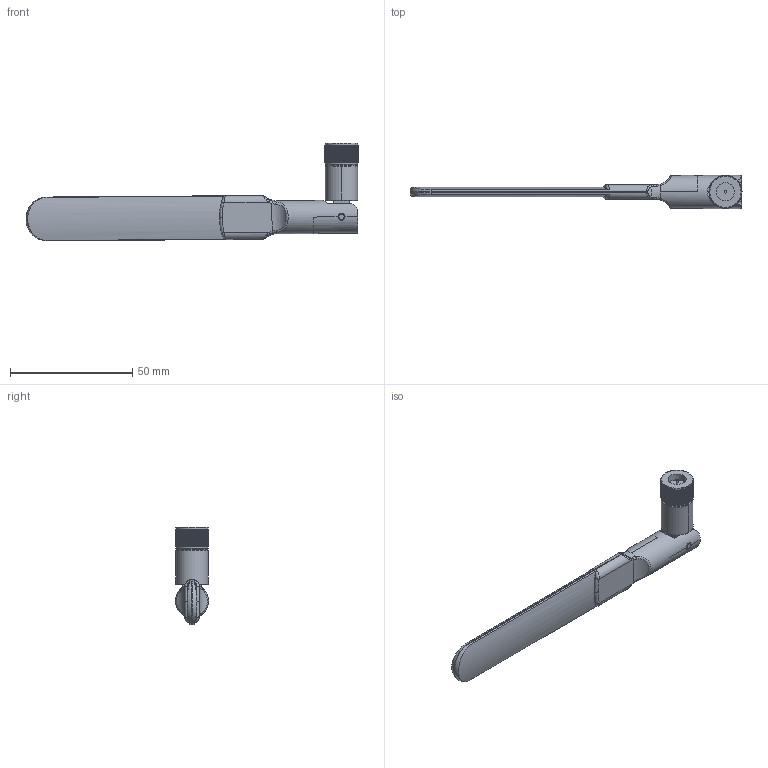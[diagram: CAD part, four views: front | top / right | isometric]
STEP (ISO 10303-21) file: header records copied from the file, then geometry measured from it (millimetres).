
FILE_DESCRIPTION((''),'2;1');
FILE_NAME('5DBI_ANTENNA_ASSY_ASM','2021-02-14T17:49:54',('syncplug'),(''),'CREO PARAMETRIC BY PTC INC, 2020053','CREO PARAMETRIC BY PTC INC, 2020053','');
FILE_SCHEMA(('CONFIG_CONTROL_DESIGN'));
Length unit declared in the file: millimetre
Products named in the file (3): 5DBI_ANTENNA; 5DBI_ANTENNA_HEADER; 5DBI_ANTENNA_ASSY_ASM
Assembly tree (2 placements, depth 2):
  5DBI_ANTENNA_ASSY_ASM
    5DBI_ANTENNA
    5DBI_ANTENNA_HEADER
Bounding box: 135.65 x 13.6 x 39.92 mm (x, y, z)
Volume: 13787.2 mm3; surface area: 7688.8 mm2
Topology: 2 solids, 2 shells, 592 faces, 1236 edges, 651 vertices
Faces by surface type: plane 504, cylinder 36, bspline 28, torus 16, extrusion 4, cone 2, revolution 2
Entity records: 17613 total; most frequent: CARTESIAN_POINT 5208, DIRECTION 2648, ORIENTED_EDGE 2468, EDGE_CURVE 1234, AXIS2_PLACEMENT_3D 922, VECTOR 802, LINE 798, VERTEX_POINT 651
